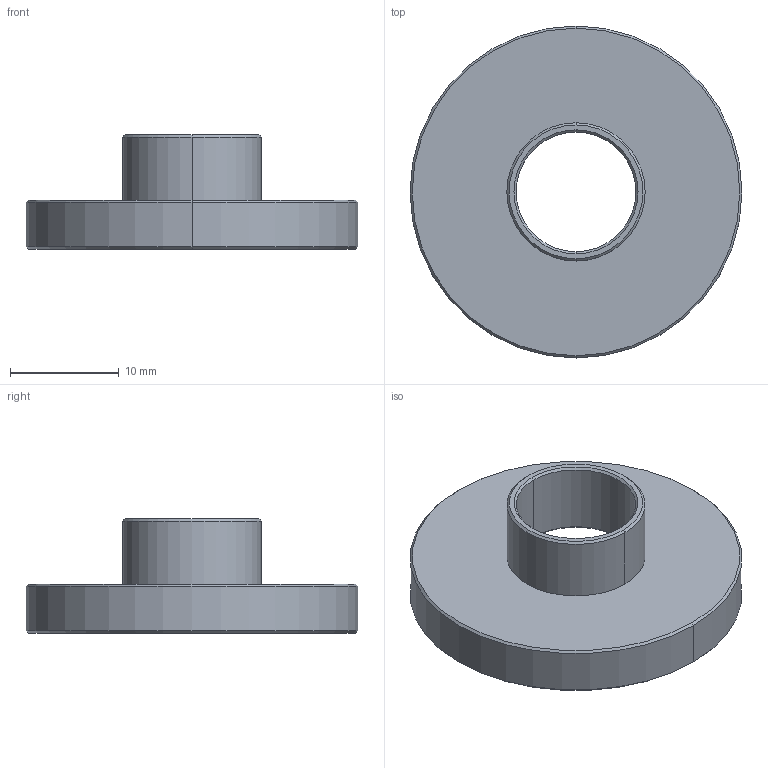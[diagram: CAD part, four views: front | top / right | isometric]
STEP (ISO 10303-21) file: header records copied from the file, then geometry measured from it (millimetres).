
FILE_DESCRIPTION((''),'2;1');
FILE_NAME('CD12_5-SM1B','2023-03-20T14:44:21',('R&D'),(''),'CREO PARAMETRIC BY PTC INC, 2022162','CREO PARAMETRIC BY PTC INC, 2022162','');
FILE_SCHEMA(('CONFIG_CONTROL_DESIGN'));
Length unit declared in the file: millimetre
Products named in the file (1): CD12_5-SM1B
Bounding box: 30.5 x 30.5 x 10.5 mm (x, y, z)
Volume: 1290.6 mm3; surface area: 2667.2 mm2
Topology: 1 solids, 1 shells, 37 faces, 88 edges, 55 vertices
Faces by surface type: cylinder 14, cone 12, plane 7, bspline 4
Entity records: 3719 total; most frequent: CARTESIAN_POINT 2851, ORIENTED_EDGE 176, DIRECTION 162, EDGE_CURVE 88, AXIS2_PLACEMENT_3D 65, VERTEX_POINT 55, EDGE_LOOP 41, FACE_OUTER_BOUND 37
